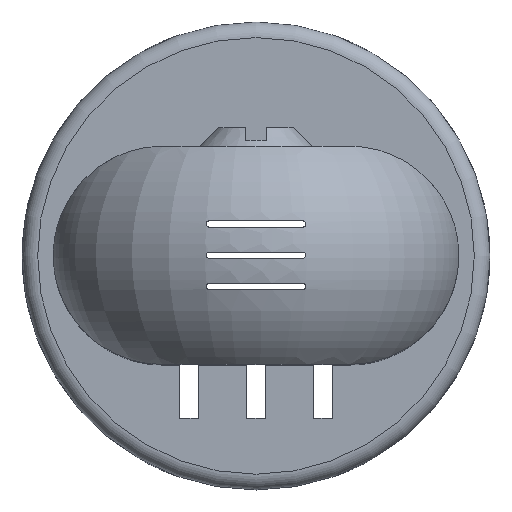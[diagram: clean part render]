
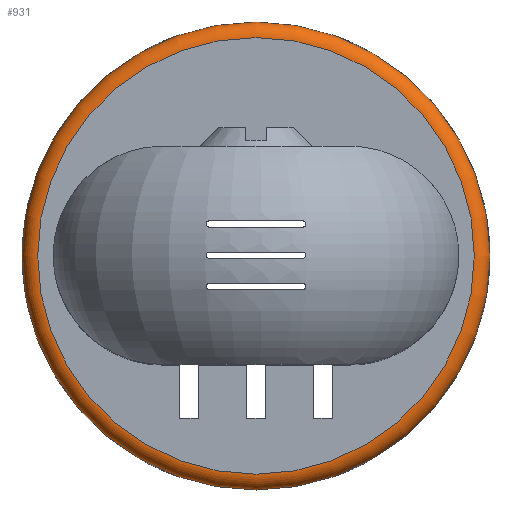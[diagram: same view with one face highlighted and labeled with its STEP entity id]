
A CAD part, top view. The second image highlights one B-rep face of the part: STEP entity #931.
In plain terms, the highlighted toroidal (fillet/blend) face has major radius 70 mm and minor radius 5 mm.
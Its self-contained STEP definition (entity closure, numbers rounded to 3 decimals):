
#24 = VERTEX_POINT('',#25);
#25 = CARTESIAN_POINT('',(75.,0.,25.));
#32 = CYLINDRICAL_SURFACE('',#33,75.);
#33 = AXIS2_PLACEMENT_3D('',#34,#35,#36);
#34 = CARTESIAN_POINT('',(0.,0.,0.));
#35 = DIRECTION('',(-0.,-0.,-1.));
#36 = DIRECTION('',(1.,0.,0.));
#314 = EDGE_CURVE('',#24,#24,#315,.T.);
#315 = SURFACE_CURVE('',#316,(#321,#328),.PCURVE_S1.);
#316 = CIRCLE('',#317,75.);
#317 = AXIS2_PLACEMENT_3D('',#318,#319,#320);
#318 = CARTESIAN_POINT('',(0.,0.,25.));
#319 = DIRECTION('',(0.,0.,1.));
#320 = DIRECTION('',(1.,0.,0.));
#321 = PCURVE('',#32,#322);
#322 = DEFINITIONAL_REPRESENTATION('',(#323),#327);
#323 = LINE('',#324,#325);
#324 = CARTESIAN_POINT('',(-0.,-25.));
#325 = VECTOR('',#326,1.);
#326 = DIRECTION('',(-1.,0.));
#327 = ( GEOMETRIC_REPRESENTATION_CONTEXT(2) 
PARAMETRIC_REPRESENTATION_CONTEXT() REPRESENTATION_CONTEXT('2D SPACE',''
  ) );
#328 = PCURVE('',#329,#334);
#329 = TOROIDAL_SURFACE('',#330,70.,5.);
#330 = AXIS2_PLACEMENT_3D('',#331,#332,#333);
#331 = CARTESIAN_POINT('',(0.,0.,25.));
#332 = DIRECTION('',(0.,0.,1.));
#333 = DIRECTION('',(1.,0.,0.));
#334 = DEFINITIONAL_REPRESENTATION('',(#335),#339);
#335 = LINE('',#336,#337);
#336 = CARTESIAN_POINT('',(0.,0.));
#337 = VECTOR('',#338,1.);
#338 = DIRECTION('',(1.,0.));
#339 = ( GEOMETRIC_REPRESENTATION_CONTEXT(2) 
PARAMETRIC_REPRESENTATION_CONTEXT() REPRESENTATION_CONTEXT('2D SPACE',''
  ) );
#931 = ADVANCED_FACE('',(#932),#329,.T.);
#932 = FACE_BOUND('',#933,.T.);
#933 = EDGE_LOOP('',(#934,#958,#959,#960));
#934 = ORIENTED_EDGE('',*,*,#935,.F.);
#935 = EDGE_CURVE('',#24,#936,#938,.T.);
#936 = VERTEX_POINT('',#937);
#937 = CARTESIAN_POINT('',(70.,0.,30.));
#938 = SEAM_CURVE('',#939,(#944,#951),.PCURVE_S1.);
#939 = CIRCLE('',#940,5.);
#940 = AXIS2_PLACEMENT_3D('',#941,#942,#943);
#941 = CARTESIAN_POINT('',(70.,0.,25.));
#942 = DIRECTION('',(0.,-1.,0.));
#943 = DIRECTION('',(1.,0.,0.));
#944 = PCURVE('',#329,#945);
#945 = DEFINITIONAL_REPRESENTATION('',(#946),#950);
#946 = LINE('',#947,#948);
#947 = CARTESIAN_POINT('',(0.,0.));
#948 = VECTOR('',#949,1.);
#949 = DIRECTION('',(0.,1.));
#950 = ( GEOMETRIC_REPRESENTATION_CONTEXT(2) 
PARAMETRIC_REPRESENTATION_CONTEXT() REPRESENTATION_CONTEXT('2D SPACE',''
  ) );
#951 = PCURVE('',#329,#952);
#952 = DEFINITIONAL_REPRESENTATION('',(#953),#957);
#953 = LINE('',#954,#955);
#954 = CARTESIAN_POINT('',(6.283,0.));
#955 = VECTOR('',#956,1.);
#956 = DIRECTION('',(0.,1.));
#957 = ( GEOMETRIC_REPRESENTATION_CONTEXT(2) 
PARAMETRIC_REPRESENTATION_CONTEXT() REPRESENTATION_CONTEXT('2D SPACE',''
  ) );
#958 = ORIENTED_EDGE('',*,*,#314,.T.);
#959 = ORIENTED_EDGE('',*,*,#935,.T.);
#960 = ORIENTED_EDGE('',*,*,#961,.F.);
#961 = EDGE_CURVE('',#936,#936,#962,.T.);
#962 = SURFACE_CURVE('',#963,(#968,#975),.PCURVE_S1.);
#963 = CIRCLE('',#964,70.);
#964 = AXIS2_PLACEMENT_3D('',#965,#966,#967);
#965 = CARTESIAN_POINT('',(0.,0.,30.));
#966 = DIRECTION('',(0.,0.,1.));
#967 = DIRECTION('',(1.,0.,0.));
#968 = PCURVE('',#329,#969);
#969 = DEFINITIONAL_REPRESENTATION('',(#970),#974);
#970 = LINE('',#971,#972);
#971 = CARTESIAN_POINT('',(0.,1.571));
#972 = VECTOR('',#973,1.);
#973 = DIRECTION('',(1.,0.));
#974 = ( GEOMETRIC_REPRESENTATION_CONTEXT(2) 
PARAMETRIC_REPRESENTATION_CONTEXT() REPRESENTATION_CONTEXT('2D SPACE',''
  ) );
#975 = PCURVE('',#976,#981);
#976 = PLANE('',#977);
#977 = AXIS2_PLACEMENT_3D('',#978,#979,#980);
#978 = CARTESIAN_POINT('',(0.,0.,30.));
#979 = DIRECTION('',(0.,0.,1.));
#980 = DIRECTION('',(1.,0.,0.));
#981 = DEFINITIONAL_REPRESENTATION('',(#982),#986);
#982 = CIRCLE('',#983,70.);
#983 = AXIS2_PLACEMENT_2D('',#984,#985);
#984 = CARTESIAN_POINT('',(0.,0.));
#985 = DIRECTION('',(1.,0.));
#986 = ( GEOMETRIC_REPRESENTATION_CONTEXT(2) 
PARAMETRIC_REPRESENTATION_CONTEXT() REPRESENTATION_CONTEXT('2D SPACE',''
  ) );
